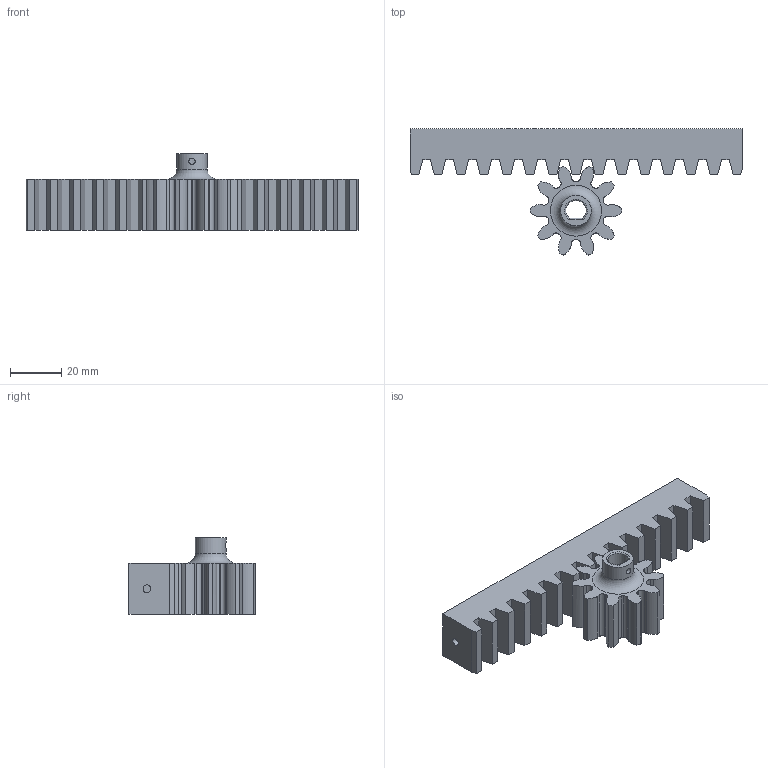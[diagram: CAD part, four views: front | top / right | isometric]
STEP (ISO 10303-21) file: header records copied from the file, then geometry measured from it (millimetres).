
FILE_DESCRIPTION(/* description */ (''),/* implementation_level */ '2;1');
FILE_NAME(/* name */ 'rack_and_pinion.step',/* time_stamp */ '2024-07-24T16:36:53+02:00',/* author */ (''),/* organization */ (''),/* preprocessor_version */ 'ST-DEVELOPER v20',/* originating_system */ 'Autodesk Translation Framework v13.14.0.145',/* authorisation */ '');
FILE_SCHEMA (('AUTOMOTIVE_DESIGN { 1 0 10303 214 3 1 1 }'));
Length unit declared in the file: millimetre
Products named in the file (2): rack_and_pinion; Spur Gear (10 teeth)
Assembly tree (1 placements, depth 2):
  rack_and_pinion
    Spur Gear (10 teeth)
Bounding box: 130 x 49.37 x 30 mm (x, y, z)
Volume: 52581.8 mm3; surface area: 18618.9 mm2
Topology: 2 solids, 2 shells, 158 faces, 450 edges, 299 vertices
Faces by surface type: plane 90, cylinder 46, bspline 20, torus 2
Full cylindrical faces by diameter (mm): 2.5 x1, 3 x2, 12 x1
Entity records: 10975 total; most frequent: CARTESIAN_POINT 6907, ORIENTED_EDGE 900, DIRECTION 781, EDGE_CURVE 450, LINE 315, VECTOR 315, VERTEX_POINT 299, AXIS2_PLACEMENT_3D 233
